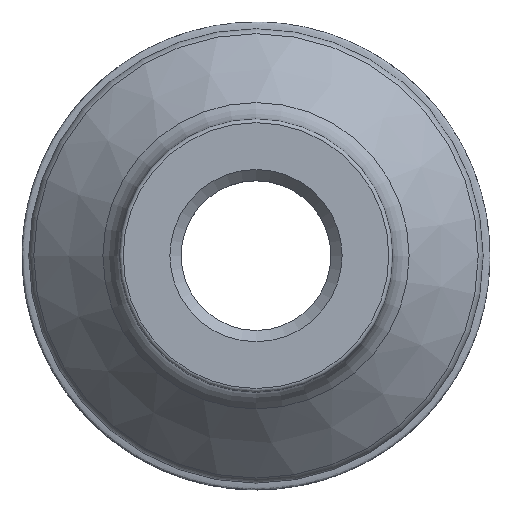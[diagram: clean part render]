
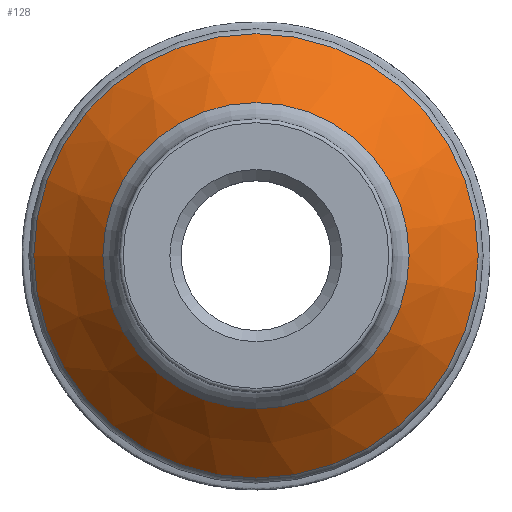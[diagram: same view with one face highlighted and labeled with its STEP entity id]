
A CAD part, top view. The second image highlights one B-rep face of the part: STEP entity #128.
In plain terms, the highlighted conical face has half-angle 45.11 degrees and reference radius 40.914 mm.
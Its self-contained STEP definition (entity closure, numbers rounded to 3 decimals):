
#128=ADVANCED_FACE('S5',(#182,#183),#160,.T.);
#160=CONICAL_SURFACE('',#649,40.914,45.11);
#182=FACE_BOUND('',#249,.T.);
#183=FACE_BOUND('',#250,.T.);
#249=EDGE_LOOP('',(#315));
#250=EDGE_LOOP('',(#316));
#315=ORIENTED_EDGE('',*,*,#415,.T.);
#316=ORIENTED_EDGE('',*,*,#416,.T.);
#381=VERTEX_POINT('',#934);
#382=VERTEX_POINT('',#936);
#415=EDGE_CURVE('',#381,#381,#448,.T.);
#416=EDGE_CURVE('',#382,#382,#449,.T.);
#448=CIRCLE('',#647,59.359);
#449=CIRCLE('',#648,40.914);
#647=AXIS2_PLACEMENT_3D('',#933,#771,#772);
#648=AXIS2_PLACEMENT_3D('',#935,#773,#774);
#649=AXIS2_PLACEMENT_3D('',#937,#775,#776);
#771=DIRECTION('',(0.,0.,1.));
#772=DIRECTION('',(1.,0.,0.));
#773=DIRECTION('',(0.,0.,-1.));
#774=DIRECTION('',(-1.,0.,0.));
#775=DIRECTION('',(0.,0.,-1.));
#776=DIRECTION('',(-1.,0.,0.));
#933=CARTESIAN_POINT('',(0.,0.,-43.501));
#934=CARTESIAN_POINT('',(59.359,0.,-43.501));
#935=CARTESIAN_POINT('',(0.,0.,-25.127));
#936=CARTESIAN_POINT('',(-40.914,0.,-25.127));
#937=CARTESIAN_POINT('',(0.,0.,-25.127));
